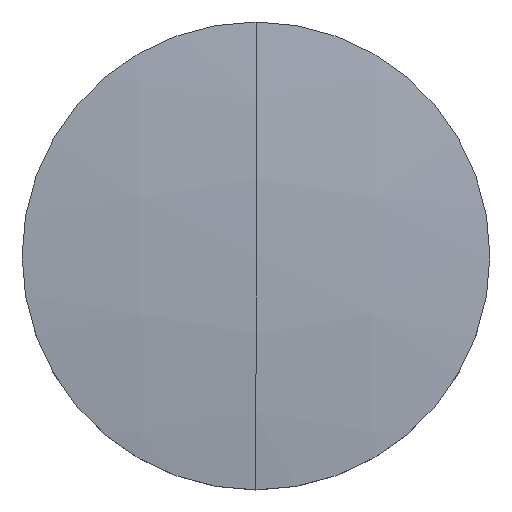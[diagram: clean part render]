
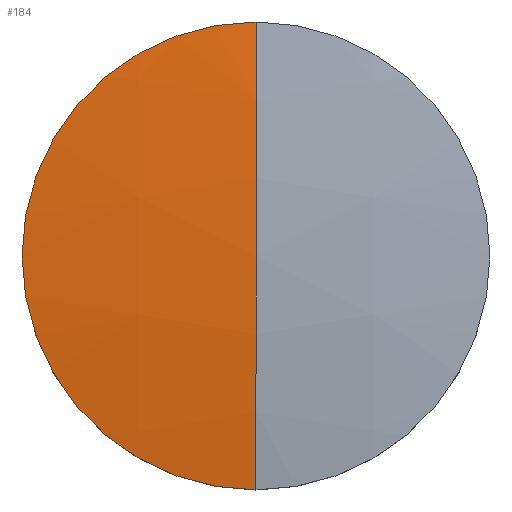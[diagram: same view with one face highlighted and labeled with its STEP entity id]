
A CAD part, top view. The second image highlights one B-rep face of the part: STEP entity #184.
In plain terms, the highlighted spherical face has radius 100 mm.
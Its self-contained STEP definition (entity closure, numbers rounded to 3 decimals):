
#32 = AXIS2_PLACEMENT_3D ( 'NONE', #58, #80, #79 ) ;
#40 = FACE_OUTER_BOUND ( 'NONE', #182, .T. ) ;
#41 = CARTESIAN_POINT ( 'NONE',  ( -12.7, 0., 1.506 ) ) ;
#42 = CARTESIAN_POINT ( 'NONE',  ( 0., 0., -97.684 ) ) ;
#44 = AXIS2_PLACEMENT_3D ( 'NONE', #42, #81, #71 ) ;
#55 = SPHERICAL_SURFACE ( 'NONE', #44, 100. ) ;
#57 = CIRCLE ( 'NONE', #32, 12.7 ) ;
#58 = CARTESIAN_POINT ( 'NONE',  ( 0., 0., 1.506 ) ) ;
#71 = DIRECTION ( 'NONE',  ( 0., 1., 0. ) ) ;
#79 = DIRECTION ( 'NONE',  ( 1., 0., 0. ) ) ;
#80 = DIRECTION ( 'NONE',  ( 0., 0., 1. ) ) ;
#81 = DIRECTION ( 'NONE',  ( -1., 0., 0. ) ) ;
#108 = VERTEX_POINT ( 'NONE', #227 ) ;
#109 = ORIENTED_EDGE ( 'NONE', *, *, #119, .T. ) ;
#114 = ORIENTED_EDGE ( 'NONE', *, *, #122, .T. ) ;
#118 = VERTEX_POINT ( 'NONE', #208 ) ;
#119 = EDGE_CURVE ( 'NONE', #191, #118, #217, .T. ) ;
#121 = ORIENTED_EDGE ( 'NONE', *, *, #124, .F. ) ;
#122 = EDGE_CURVE ( 'NONE', #118, #128, #251, .T. ) ;
#124 = EDGE_CURVE ( 'NONE', #108, #128, #267, .T. ) ;
#128 = VERTEX_POINT ( 'NONE', #284 ) ;
#182 = EDGE_LOOP ( 'NONE', ( #188, #109, #114, #121 ) ) ;
#184 = ADVANCED_FACE ( 'NONE', ( #40 ), #55, .T. ) ;
#186 = EDGE_CURVE ( 'NONE', #108, #191, #57, .T. ) ;
#188 = ORIENTED_EDGE ( 'NONE', *, *, #186, .T. ) ;
#191 = VERTEX_POINT ( 'NONE', #41 ) ;
#208 = CARTESIAN_POINT ( 'NONE',  ( 0., -12.7, 1.506 ) ) ;
#217 = CIRCLE ( 'NONE', #222, 12.7 ) ;
#219 = DIRECTION ( 'NONE',  ( 1., 0., 0. ) ) ;
#220 = DIRECTION ( 'NONE',  ( 0., 0., 1. ) ) ;
#221 = CARTESIAN_POINT ( 'NONE',  ( 0., 0., 1.506 ) ) ;
#222 = AXIS2_PLACEMENT_3D ( 'NONE', #221, #220, #219 ) ;
#227 = CARTESIAN_POINT ( 'NONE',  ( 0., 12.7, 1.506 ) ) ;
#246 = AXIS2_PLACEMENT_3D ( 'NONE', #260, #253, #294 ) ;
#248 = DIRECTION ( 'NONE',  ( -1., 0., 0. ) ) ;
#251 = CIRCLE ( 'NONE', #290, 100. ) ;
#253 = DIRECTION ( 'NONE',  ( 1., 0., 0. ) ) ;
#260 = CARTESIAN_POINT ( 'NONE',  ( 0., 0., -97.684 ) ) ;
#267 = CIRCLE ( 'NONE', #246, 100. ) ;
#281 = DIRECTION ( 'NONE',  ( 0., -1., 0. ) ) ;
#284 = CARTESIAN_POINT ( 'NONE',  ( 0., 0., 2.316 ) ) ;
#290 = AXIS2_PLACEMENT_3D ( 'NONE', #295, #248, #281 ) ;
#294 = DIRECTION ( 'NONE',  ( 0., 0., -1. ) ) ;
#295 = CARTESIAN_POINT ( 'NONE',  ( 0., 0., -97.684 ) ) ;
